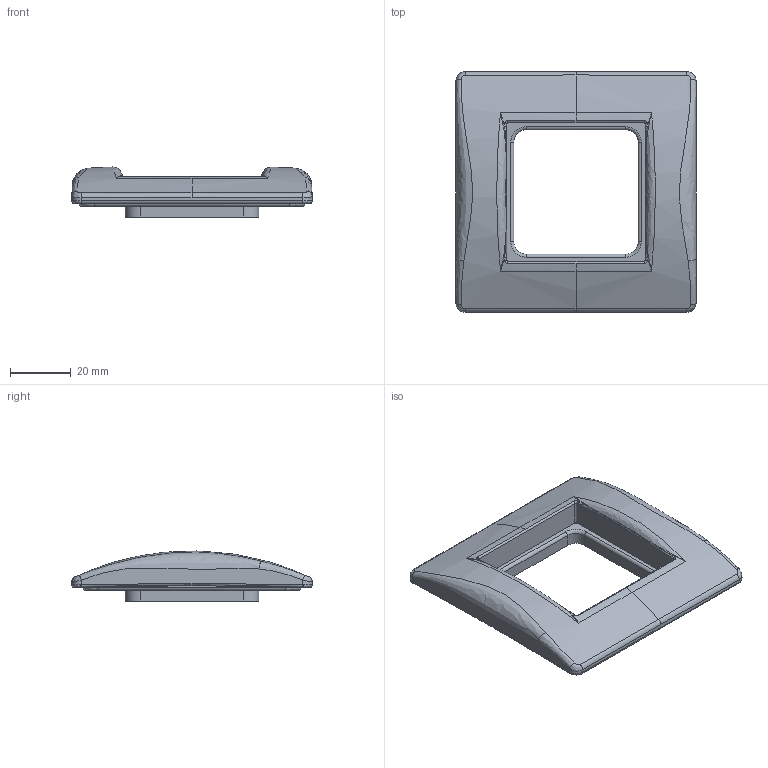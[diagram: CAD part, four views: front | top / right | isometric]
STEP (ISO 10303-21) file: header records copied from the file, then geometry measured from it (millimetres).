
FILE_DESCRIPTION (( 'STEP AP214' ), '1' );
FILE_NAME ('CKK-40D-RSK2-K01 Ðàìêà è ñóïïîðò äëÿ êîðîáîê ÊÌÊÓ íà 2 ìîäóëÿ áåëûå IEK.STEP', '2016-07-14T08:51:54', ( '' ), ( '' ), 'SwSTEP 2.0', 'SolidWorks 2014', '' );
FILE_SCHEMA (( 'AUTOMOTIVE_DESIGN' ));
Length unit declared in the file: millimetre
Products named in the file (1): CKK-40D-RSK2-K01  Ðàìêà è ñóïïîðò äëÿ êîðîáîê ÊÌÊÓ íà 2 ìîäóëÿ áåëûå IEK
Bounding box: 79.4 x 79.4 x 16.53 mm (x, y, z)
Volume: 17963.9 mm3; surface area: 22965.4 mm2
Topology: 2 solids, 2 shells, 249 faces, 655 edges, 402 vertices
Faces by surface type: bspline 116, plane 50, cylinder 43, cone 40
Entity records: 18500 total; most frequent: CARTESIAN_POINT 13419, ORIENTED_EDGE 1294, EDGE_CURVE 647, DIRECTION 645, VERTEX_POINT 402, B_SPLINE_CURVE_WITH_KNOTS 326, EDGE_LOOP 261, FACE_OUTER_BOUND 249
